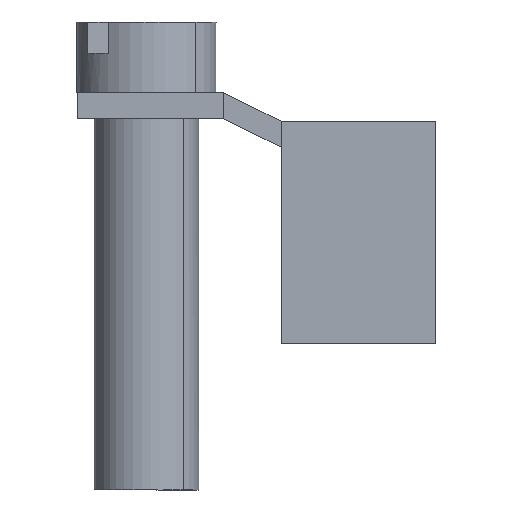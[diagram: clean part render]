
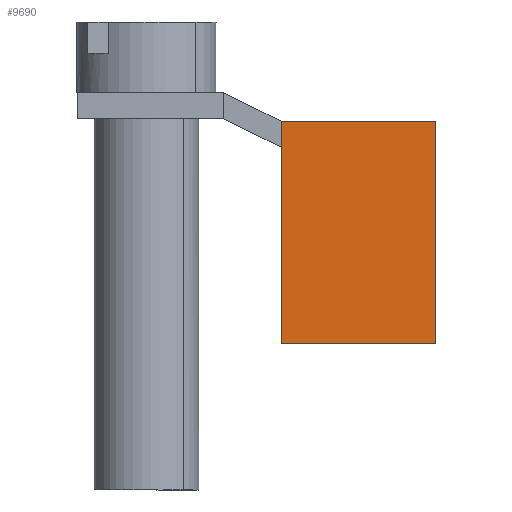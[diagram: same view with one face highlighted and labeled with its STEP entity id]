
A CAD part, front view. The second image highlights one B-rep face of the part: STEP entity #9690.
In plain terms, the highlighted face is planar.
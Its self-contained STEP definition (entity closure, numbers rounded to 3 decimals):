
#5190=CARTESIAN_POINT('',(19.362,-4.172,
6.4));
#5200=VERTEX_POINT('',#5190);
#5420=CARTESIAN_POINT('',(25.262,-4.172,
6.4));
#5430=VERTEX_POINT('',#5420);
#5460=CARTESIAN_POINT('',(19.362,-4.172,
6.4));
#5470=DIRECTION('',(1.,0.,0.));
#5480=VECTOR('',#5470,1.);
#5490=LINE('',#5460,#5480);
#5500=EDGE_CURVE('',#5200,#5430,#5490,.T.);
#5970=CARTESIAN_POINT('',(25.262,-12.672,
6.4));
#5980=VERTEX_POINT('',#5970);
#6010=CARTESIAN_POINT('',(25.262,-4.172,
6.4));
#6020=DIRECTION('',(0.,-1.,0.));
#6030=VECTOR('',#6020,1.);
#6040=LINE('',#6010,#6030);
#6050=EDGE_CURVE('',#5430,#5980,#6040,.T.);
#6350=CARTESIAN_POINT('',(19.362,-12.672,
6.4));
#6360=VERTEX_POINT('',#6350);
#6390=CARTESIAN_POINT('',(25.262,-12.672,
6.4));
#6400=DIRECTION('',(-1.,0.,0.));
#6410=VECTOR('',#6400,1.);
#6420=LINE('',#6390,#6410);
#6430=EDGE_CURVE('',#5980,#6360,#6420,.T.);
#7720=CARTESIAN_POINT('',(36.524,12.613,
6.4));
#7730=DIRECTION('',(0.,0.,-1.));
#7740=DIRECTION('',(-1.,0.,0.));
#7750=AXIS2_PLACEMENT_3D('',#7720,#7730,#7740);
#7760=PLANE('',#7750);
#8980=CARTESIAN_POINT('',(19.362,-0.372,
6.4));
#8990=DIRECTION('',(0.,-1.,0.));
#9000=VECTOR('',#8990,1.);
#9010=LINE('',#8980,#9000);
#9020=EDGE_CURVE('',#5200,#6360,#9010,.T.);
#9630=ORIENTED_EDGE('',*,*,#5500,.F.);
#9640=ORIENTED_EDGE('',*,*,#6050,.F.);
#9650=ORIENTED_EDGE('',*,*,#6430,.F.);
#9660=ORIENTED_EDGE('',*,*,#9020,.T.);
#9670=EDGE_LOOP('',(#9660,#9650,#9640,#9630));
#9680=FACE_OUTER_BOUND('',#9670,.T.);
#9690=ADVANCED_FACE('',(#9680),#7760,.F.);
